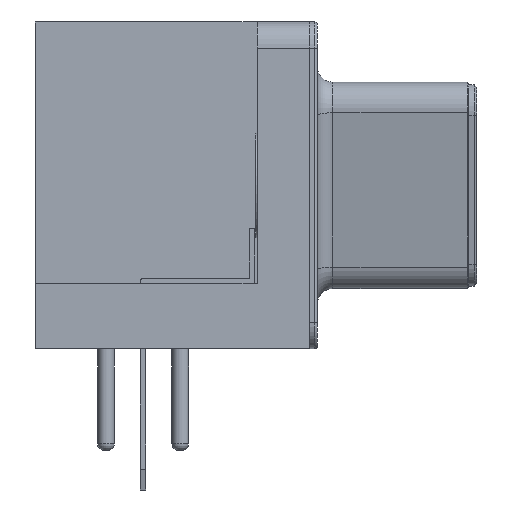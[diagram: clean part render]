
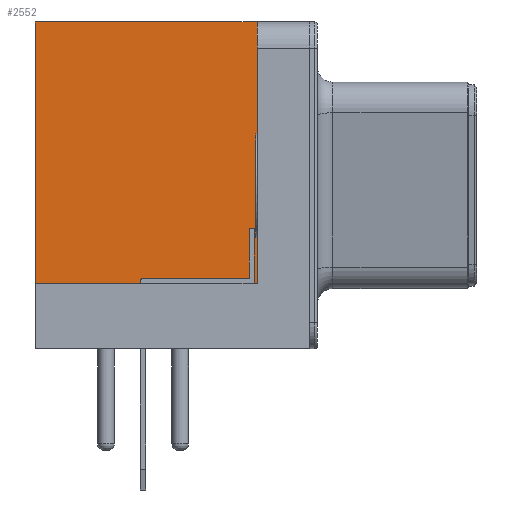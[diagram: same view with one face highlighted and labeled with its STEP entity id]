
A CAD part, left-side view. The second image highlights one B-rep face of the part: STEP entity #2552.
In plain terms, the highlighted planar face has unit normal (-1, 0, 0).
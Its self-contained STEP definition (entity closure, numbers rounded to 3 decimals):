
#1862 = VERTEX_POINT('',#1863);
#1863 = CARTESIAN_POINT('',(-15.44,2.7,12.5));
#1869 = EDGE_CURVE('',#1870,#1862,#1872,.T.);
#1870 = VERTEX_POINT('',#1871);
#1871 = CARTESIAN_POINT('',(-15.44,-5.78,12.5));
#1872 = LINE('',#1873,#1874);
#1873 = CARTESIAN_POINT('',(-15.44,-6.78,12.5));
#1874 = VECTOR('',#1875,1.);
#1875 = DIRECTION('',(0.,1.,0.));
#2482 = EDGE_CURVE('',#2483,#1862,#2485,.T.);
#2483 = VERTEX_POINT('',#2484);
#2484 = CARTESIAN_POINT('',(-15.44,2.7,2.5));
#2485 = LINE('',#2486,#2487);
#2486 = CARTESIAN_POINT('',(-15.44,2.7,4.375));
#2487 = VECTOR('',#2488,1.);
#2488 = DIRECTION('',(0.,0.,1.));
#2510 = VERTEX_POINT('',#2511);
#2511 = CARTESIAN_POINT('',(-15.44,-5.78,2.5));
#2517 = EDGE_CURVE('',#2510,#1870,#2518,.T.);
#2518 = LINE('',#2519,#2520);
#2519 = CARTESIAN_POINT('',(-15.44,-5.78,2.5));
#2520 = VECTOR('',#2521,1.);
#2521 = DIRECTION('',(0.,0.,1.));
#2552 = ADVANCED_FACE('',(#2553),#2564,.F.);
#2553 = FACE_BOUND('',#2554,.F.);
#2554 = EDGE_LOOP('',(#2555,#2556,#2562,#2563));
#2555 = ORIENTED_EDGE('',*,*,#2517,.F.);
#2556 = ORIENTED_EDGE('',*,*,#2557,.T.);
#2557 = EDGE_CURVE('',#2510,#2483,#2558,.T.);
#2558 = LINE('',#2559,#2560);
#2559 = CARTESIAN_POINT('',(-15.44,-5.78,2.5));
#2560 = VECTOR('',#2561,1.);
#2561 = DIRECTION('',(0.,1.,0.));
#2562 = ORIENTED_EDGE('',*,*,#2482,.T.);
#2563 = ORIENTED_EDGE('',*,*,#1869,.F.);
#2564 = PLANE('',#2565);
#2565 = AXIS2_PLACEMENT_3D('',#2566,#2567,#2568);
#2566 = CARTESIAN_POINT('',(-15.44,-5.78,2.5));
#2567 = DIRECTION('',(1.,0.,0.));
#2568 = DIRECTION('',(0.,0.,1.));
